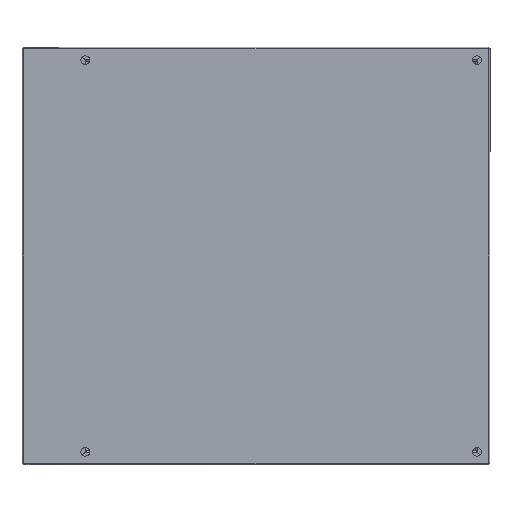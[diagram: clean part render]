
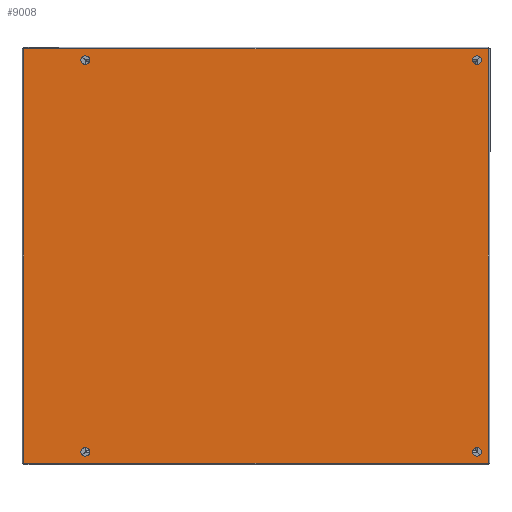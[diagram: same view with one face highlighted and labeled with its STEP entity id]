
A CAD part, left-side view. The second image highlights one B-rep face of the part: STEP entity #9008.
In plain terms, the highlighted face is planar.
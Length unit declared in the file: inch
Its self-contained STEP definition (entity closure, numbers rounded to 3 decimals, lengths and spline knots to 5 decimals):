
#180 = EDGE_CURVE ( 'NONE', #48767, #6453, #34224, .T. ) ;
#500 = EDGE_CURVE ( 'NONE', #50017, #29141, #24159, .T. ) ;
#714 = DIRECTION ( 'NONE',  ( -1., 0., 0. ) ) ;
#987 = AXIS2_PLACEMENT_3D ( 'NONE', #7889, #43958, #36090 ) ;
#2126 = DIRECTION ( 'NONE',  ( 0., -1., 0. ) ) ;
#2826 = AXIS2_PLACEMENT_3D ( 'NONE', #27981, #23828, #43672 ) ;
#4543 = EDGE_CURVE ( 'NONE', #14340, #31201, #37507, .T. ) ;
#4811 = CARTESIAN_POINT ( 'NONE',  ( 11.5, 0., 9.801 ) ) ;
#4888 = EDGE_LOOP ( 'NONE', ( #31899, #13277, #34554, #13458 ) ) ;
#5569 = CIRCLE ( 'NONE', #18620, 0.25 ) ;
#5641 = VERTEX_POINT ( 'NONE', #47438 ) ;
#6232 = CARTESIAN_POINT ( 'NONE',  ( -11.5, 0., 9.801 ) ) ;
#6287 = VERTEX_POINT ( 'NONE', #16023 ) ;
#6452 = EDGE_CURVE ( 'NONE', #30537, #35428, #10029, .T. ) ;
#6453 = VERTEX_POINT ( 'NONE', #6232 ) ;
#6729 = EDGE_CURVE ( 'NONE', #6453, #48767, #26174, .T. ) ;
#7889 = CARTESIAN_POINT ( 'NONE',  ( 11.25, 0., 9.801 ) ) ;
#8266 = VECTOR ( 'NONE', #14655, 39.37008 ) ;
#8699 = DIRECTION ( 'NONE',  ( 0., -1., 0. ) ) ;
#9008 = ADVANCED_FACE ( 'NONE', ( #48890, #9671, #36448, #44577, #20348 ), #44569, .T. ) ;
#9168 = CARTESIAN_POINT ( 'NONE',  ( 11.892, 0., -13.341 ) ) ;
#9671 = FACE_BOUND ( 'NONE', #18991, .T. ) ;
#10029 = LINE ( 'NONE', #42317, #18790 ) ;
#10633 = EDGE_CURVE ( 'NONE', #31201, #14340, #21271, .T. ) ;
#11351 = CARTESIAN_POINT ( 'NONE',  ( -11., 0., 9.801 ) ) ;
#12248 = EDGE_CURVE ( 'NONE', #29141, #50017, #15760, .T. ) ;
#12343 = DIRECTION ( 'NONE',  ( -1., 0., 0. ) ) ;
#12854 = DIRECTION ( 'NONE',  ( 0., 1., 0. ) ) ;
#13277 = ORIENTED_EDGE ( 'NONE', *, *, #6452, .T. ) ;
#13458 = ORIENTED_EDGE ( 'NONE', *, *, #13545, .T. ) ;
#13545 = EDGE_CURVE ( 'NONE', #27196, #6287, #22651, .T. ) ;
#13637 = ORIENTED_EDGE ( 'NONE', *, *, #27056, .T. ) ;
#13650 = CARTESIAN_POINT ( 'NONE',  ( 11.25, 0., 9.801 ) ) ;
#13963 = ORIENTED_EDGE ( 'NONE', *, *, #4543, .T. ) ;
#14340 = VERTEX_POINT ( 'NONE', #4811 ) ;
#14655 = DIRECTION ( 'NONE',  ( 1., 0., 0. ) ) ;
#15632 = EDGE_LOOP ( 'NONE', ( #48566, #38469 ) ) ;
#15760 = CIRCLE ( 'NONE', #30045, 0.25 ) ;
#16023 = CARTESIAN_POINT ( 'NONE',  ( 11.892, 0., 13.32559 ) ) ;
#17942 = VECTOR ( 'NONE', #51055, 39.37008 ) ;
#18620 = AXIS2_PLACEMENT_3D ( 'NONE', #46012, #26353, #29449 ) ;
#18790 = VECTOR ( 'NONE', #46310, 39.37008 ) ;
#18802 = ORIENTED_EDGE ( 'NONE', *, *, #24590, .T. ) ;
#18991 = EDGE_LOOP ( 'NONE', ( #34144, #47334 ) ) ;
#20348 = FACE_BOUND ( 'NONE', #33532, .T. ) ;
#20357 = VECTOR ( 'NONE', #47415, 39.37008 ) ;
#20417 = VERTEX_POINT ( 'NONE', #36137 ) ;
#21271 = CIRCLE ( 'NONE', #51026, 0.25 ) ;
#21573 = CARTESIAN_POINT ( 'NONE',  ( 11.5, 0., -12.699 ) ) ;
#21916 = CARTESIAN_POINT ( 'NONE',  ( -11.892, 0., 0. ) ) ;
#22651 = LINE ( 'NONE', #30005, #8266 ) ;
#23828 = DIRECTION ( 'NONE',  ( 0., -1., 0. ) ) ;
#24159 = CIRCLE ( 'NONE', #36182, 0.25 ) ;
#24590 = EDGE_CURVE ( 'NONE', #20417, #5641, #5569, .T. ) ;
#25181 = AXIS2_PLACEMENT_3D ( 'NONE', #43383, #28213, #12343 ) ;
#26174 = CIRCLE ( 'NONE', #2826, 0.25 ) ;
#26353 = DIRECTION ( 'NONE',  ( 0., -1., 0. ) ) ;
#26385 = CARTESIAN_POINT ( 'NONE',  ( 11., 0., 9.801 ) ) ;
#26744 = CARTESIAN_POINT ( 'NONE',  ( -11.892, 0., 13.32559 ) ) ;
#27056 = EDGE_CURVE ( 'NONE', #5641, #20417, #37910, .T. ) ;
#27196 = VERTEX_POINT ( 'NONE', #26744 ) ;
#27981 = CARTESIAN_POINT ( 'NONE',  ( -11.25, 0., 9.801 ) ) ;
#28213 = DIRECTION ( 'NONE',  ( 0., -1., 0. ) ) ;
#28292 = EDGE_LOOP ( 'NONE', ( #47302, #13963 ) ) ;
#28391 = CARTESIAN_POINT ( 'NONE',  ( 11.25, 0., -12.699 ) ) ;
#29141 = VERTEX_POINT ( 'NONE', #21573 ) ;
#29258 = CARTESIAN_POINT ( 'NONE',  ( 11.25, 0., -12.699 ) ) ;
#29314 = DIRECTION ( 'NONE',  ( 0., -1., 0. ) ) ;
#29449 = DIRECTION ( 'NONE',  ( -1., 0., 0. ) ) ;
#29518 = DIRECTION ( 'NONE',  ( 0., -1., 0. ) ) ;
#30005 = CARTESIAN_POINT ( 'NONE',  ( 0., 0., 13.32559 ) ) ;
#30045 = AXIS2_PLACEMENT_3D ( 'NONE', #28391, #8699, #714 ) ;
#30537 = VERTEX_POINT ( 'NONE', #9168 ) ;
#31201 = VERTEX_POINT ( 'NONE', #26385 ) ;
#31899 = ORIENTED_EDGE ( 'NONE', *, *, #46251, .T. ) ;
#33461 = AXIS2_PLACEMENT_3D ( 'NONE', #41218, #29314, #33846 ) ;
#33532 = EDGE_LOOP ( 'NONE', ( #18802, #13637 ) ) ;
#33846 = DIRECTION ( 'NONE',  ( -1., 0., 0. ) ) ;
#33985 = LINE ( 'NONE', #39957, #20357 ) ;
#34144 = ORIENTED_EDGE ( 'NONE', *, *, #500, .T. ) ;
#34224 = CIRCLE ( 'NONE', #25181, 0.25 ) ;
#34554 = ORIENTED_EDGE ( 'NONE', *, *, #40140, .T. ) ;
#35428 = VERTEX_POINT ( 'NONE', #36582 ) ;
#36090 = DIRECTION ( 'NONE',  ( -1., 0., 0. ) ) ;
#36137 = CARTESIAN_POINT ( 'NONE',  ( -11.5, 0., -12.699 ) ) ;
#36182 = AXIS2_PLACEMENT_3D ( 'NONE', #29258, #2126, #37252 ) ;
#36448 = FACE_BOUND ( 'NONE', #28292, .T. ) ;
#36582 = CARTESIAN_POINT ( 'NONE',  ( -11.892, 0., -13.341 ) ) ;
#37252 = DIRECTION ( 'NONE',  ( -1., 0., 0. ) ) ;
#37507 = CIRCLE ( 'NONE', #987, 0.25 ) ;
#37910 = CIRCLE ( 'NONE', #33461, 0.25 ) ;
#38050 = DIRECTION ( 'NONE',  ( -1., 0., 0. ) ) ;
#38469 = ORIENTED_EDGE ( 'NONE', *, *, #180, .T. ) ;
#39957 = CARTESIAN_POINT ( 'NONE',  ( 11.892, 0., 0. ) ) ;
#40140 = EDGE_CURVE ( 'NONE', #35428, #27196, #47202, .T. ) ;
#40275 = CARTESIAN_POINT ( 'NONE',  ( 0., 0., 0. ) ) ;
#40447 = DIRECTION ( 'NONE',  ( -1., 0., 0. ) ) ;
#41218 = CARTESIAN_POINT ( 'NONE',  ( -11.25, 0., -12.699 ) ) ;
#42317 = CARTESIAN_POINT ( 'NONE',  ( 0., 0., -13.341 ) ) ;
#43383 = CARTESIAN_POINT ( 'NONE',  ( -11.25, 0., 9.801 ) ) ;
#43672 = DIRECTION ( 'NONE',  ( -1., 0., 0. ) ) ;
#43958 = DIRECTION ( 'NONE',  ( 0., -1., 0. ) ) ;
#44569 = PLANE ( 'NONE',  #44980 ) ;
#44577 = FACE_BOUND ( 'NONE', #15632, .T. ) ;
#44980 = AXIS2_PLACEMENT_3D ( 'NONE', #40275, #12854, #40447 ) ;
#46012 = CARTESIAN_POINT ( 'NONE',  ( -11.25, 0., -12.699 ) ) ;
#46251 = EDGE_CURVE ( 'NONE', #6287, #30537, #33985, .T. ) ;
#46310 = DIRECTION ( 'NONE',  ( -1., 0., 0. ) ) ;
#47202 = LINE ( 'NONE', #21916, #17942 ) ;
#47302 = ORIENTED_EDGE ( 'NONE', *, *, #10633, .T. ) ;
#47334 = ORIENTED_EDGE ( 'NONE', *, *, #12248, .T. ) ;
#47415 = DIRECTION ( 'NONE',  ( 0., 0., -1. ) ) ;
#47438 = CARTESIAN_POINT ( 'NONE',  ( -11., 0., -12.699 ) ) ;
#48566 = ORIENTED_EDGE ( 'NONE', *, *, #6729, .T. ) ;
#48767 = VERTEX_POINT ( 'NONE', #11351 ) ;
#48890 = FACE_OUTER_BOUND ( 'NONE', #4888, .T. ) ;
#49851 = CARTESIAN_POINT ( 'NONE',  ( 11., 0., -12.699 ) ) ;
#50017 = VERTEX_POINT ( 'NONE', #49851 ) ;
#51026 = AXIS2_PLACEMENT_3D ( 'NONE', #13650, #29518, #38050 ) ;
#51055 = DIRECTION ( 'NONE',  ( 0., 0., 1. ) ) ;
